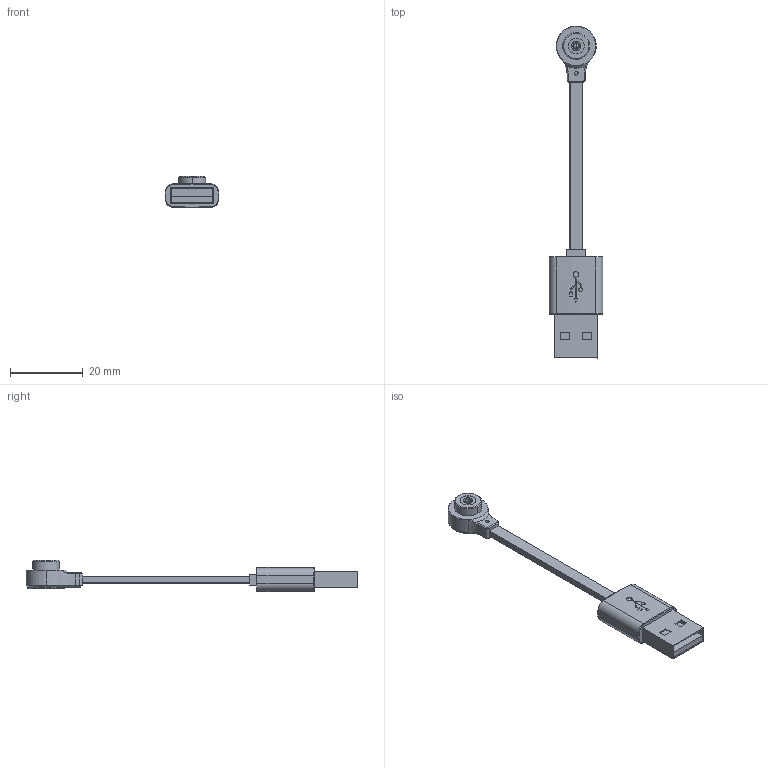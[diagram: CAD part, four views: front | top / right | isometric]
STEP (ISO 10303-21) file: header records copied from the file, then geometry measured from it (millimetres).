
FILE_DESCRIPTION (( 'STEP AP203' ), '1' );
FILE_NAME ('687-C0222A001K00.STEP', '2023-02-02T11:55:00', ( '' ), ( '' ), 'SwSTEP 2.0', 'SolidWorks 2020', '' );
FILE_SCHEMA (( 'CONFIG_CONTROL_DESIGN' ));
Length unit declared in the file: millimetre
Products named in the file (1): 687-C0222A001K00
Bounding box: 14.8 x 91.26 x 8.75 mm (x, y, z)
Surface area: 2899.4 mm2 (no closed solid volume)
Topology: 0 solids, 8 shells, 188 faces, 454 edges, 290 vertices
Faces by surface type: plane 91, cylinder 54, bspline 16, cone 13, torus 12, sphere 2
Entity records: 6256 total; most frequent: CARTESIAN_POINT 1887, ORIENTED_EDGE 880, DIRECTION 860, EDGE_CURVE 454, AXIS2_PLACEMENT_3D 302, VERTEX_POINT 290, VECTOR 256, LINE 256
